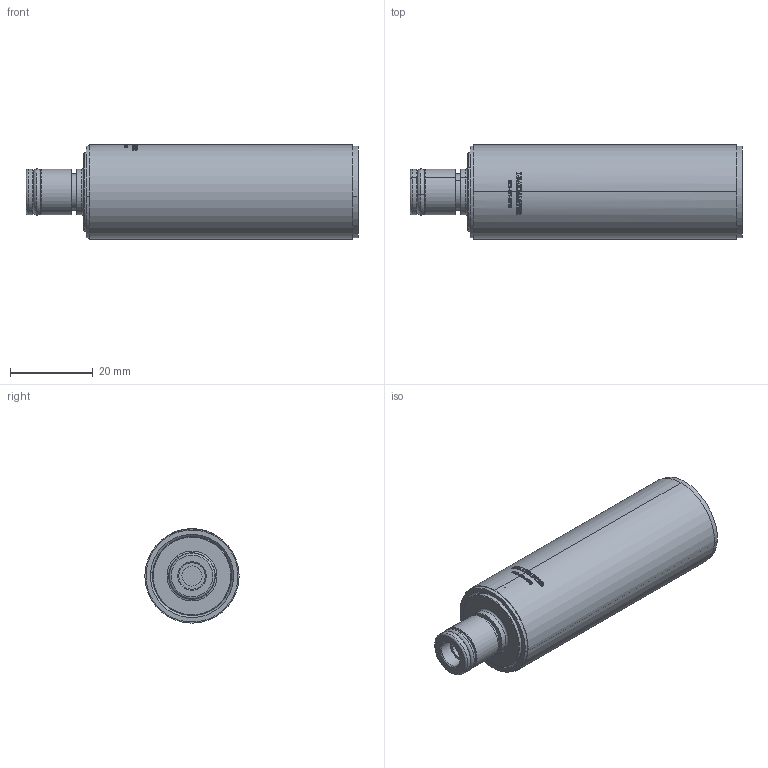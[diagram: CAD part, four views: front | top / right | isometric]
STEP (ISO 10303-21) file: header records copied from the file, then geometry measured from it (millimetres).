
FILE_DESCRIPTION (( 'STEP AP203' ), '1' );
FILE_NAME ('CALIBRATED LEAK STANDARD (HIGH FLOW RANGE) - FITTING CPC.STEP', '2024-06-28T17:14:53', ( '' ), ( '' ), 'SwSTEP 2.0', 'SolidWorks 2023', '' );
FILE_SCHEMA (( 'CONFIG_CONTROL_DESIGN' ));
Length unit declared in the file: inch
Products named in the file (1): CALIBRATED LEAK STANDARD (HIGH FLOW RANGE) - FITTING CPC
Bounding box: 80.01 x 22.74 x 22.74 mm (x, y, z)
Volume: 12213.6 mm3; surface area: 20649.9 mm2
Topology: 6 solids, 6 shells, 596 faces, 1610 edges, 1066 vertices
Faces by surface type: bspline 267, plane 228, cylinder 79, torus 12, cone 10
Entity records: 29823 total; most frequent: CARTESIAN_POINT 16958, ORIENTED_EDGE 3220, DIRECTION 1737, EDGE_CURVE 1610, VERTEX_POINT 1066, B_SPLINE_CURVE_WITH_KNOTS 899, AXIS2_PLACEMENT_3D 696, EDGE_LOOP 648
